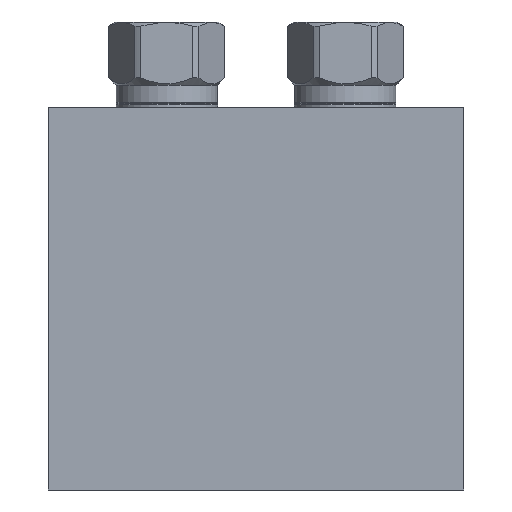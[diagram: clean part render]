
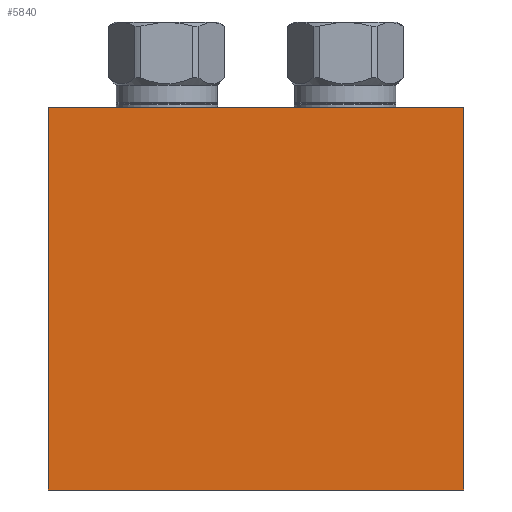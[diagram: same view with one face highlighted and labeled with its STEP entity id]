
A CAD part, left-side view. The second image highlights one B-rep face of the part: STEP entity #5840.
In plain terms, the highlighted planar face has unit normal (-1, 0, 0).
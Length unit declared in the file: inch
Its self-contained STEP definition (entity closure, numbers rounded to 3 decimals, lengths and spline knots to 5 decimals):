
#1=DIRECTION('',(0.,-1.,0.));
#2=VECTOR('',#1,3.5);
#3=CARTESIAN_POINT('',(0.,0.,0.));
#4=LINE('',#3,#2);
#77=DIRECTION('',(0.,0.,1.));
#78=VECTOR('',#77,3.219);
#79=CARTESIAN_POINT('',(0.,0.,0.));
#80=LINE('',#79,#78);
#149=DIRECTION('',(0.,0.,1.));
#150=VECTOR('',#149,3.219);
#151=CARTESIAN_POINT('',(0.,-3.5,0.));
#152=LINE('',#151,#150);
#173=DIRECTION('',(0.,-1.,0.));
#174=VECTOR('',#173,3.5);
#175=CARTESIAN_POINT('',(0.,0.,3.219));
#176=LINE('',#175,#174);
#5081=CARTESIAN_POINT('',(0.,0.,0.));
#5082=CARTESIAN_POINT('',(0.,-3.5,0.));
#5083=VERTEX_POINT('',#5081);
#5084=VERTEX_POINT('',#5082);
#5089=CARTESIAN_POINT('',(0.,0.,3.219));
#5090=CARTESIAN_POINT('',(0.,-3.5,3.219));
#5091=VERTEX_POINT('',#5089);
#5092=VERTEX_POINT('',#5090);
#5826=CARTESIAN_POINT('',(0.,0.,0.));
#5827=DIRECTION('',(-1.,0.,0.));
#5828=DIRECTION('',(0.,-1.,0.));
#5829=AXIS2_PLACEMENT_3D('',#5826,#5827,#5828);
#5830=PLANE('',#5829);
#5831=ORIENTED_EDGE('',*,*,#5779,.F.);
#5833=ORIENTED_EDGE('',*,*,#5832,.T.);
#5835=ORIENTED_EDGE('',*,*,#5834,.T.);
#5837=ORIENTED_EDGE('',*,*,#5836,.F.);
#5838=EDGE_LOOP('',(#5831,#5833,#5835,#5837));
#5839=FACE_OUTER_BOUND('',#5838,.F.);
#5840=ADVANCED_FACE('',(#5839),#5830,.T.);
#5779=EDGE_CURVE('',#5083,#5084,#4,.T.);
#5832=EDGE_CURVE('',#5083,#5091,#80,.T.);
#5834=EDGE_CURVE('',#5091,#5092,#176,.T.);
#5836=EDGE_CURVE('',#5084,#5092,#152,.T.);
